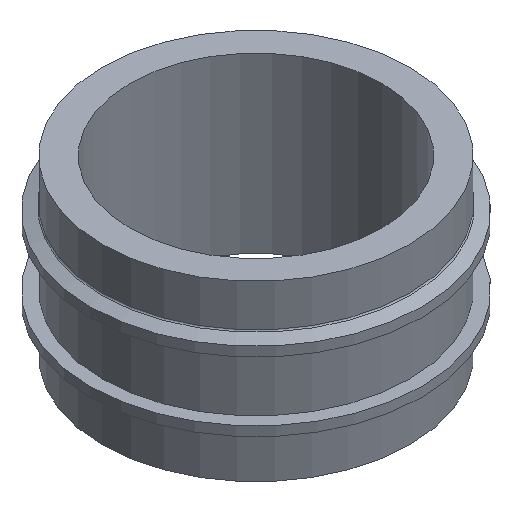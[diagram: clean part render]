
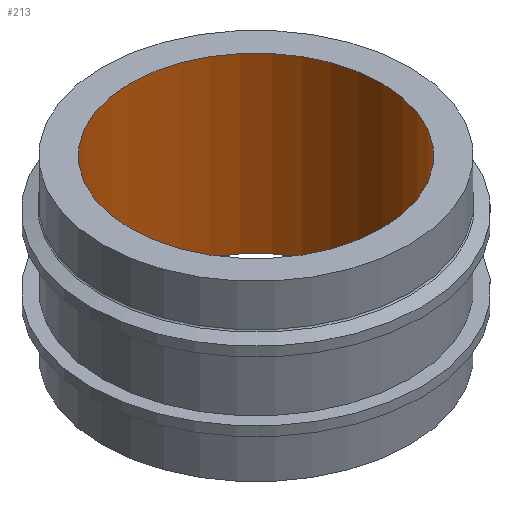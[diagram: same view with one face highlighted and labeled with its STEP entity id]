
A CAD part, isometric view. The second image highlights one B-rep face of the part: STEP entity #213.
In plain terms, the highlighted cylindrical face has radius 128.88 mm (diameter 257.759 mm), a full revolution.
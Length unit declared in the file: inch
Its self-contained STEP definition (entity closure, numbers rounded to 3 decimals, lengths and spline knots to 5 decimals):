
#4 = AXIS2_PLACEMENT_3D ( 'NONE', #70, #25, #7 ) ;
#7 = DIRECTION ( 'NONE',  ( 1., 0., 0. ) ) ;
#25 = DIRECTION ( 'NONE',  ( 0., 0., 1. ) ) ;
#26 = AXIS2_PLACEMENT_3D ( 'NONE', #263, #284, #37 ) ;
#31 = VERTEX_POINT ( 'NONE', #226 ) ;
#33 = CARTESIAN_POINT ( 'NONE',  ( 0., 0., 3.5 ) ) ;
#37 = DIRECTION ( 'NONE',  ( 1., 0., 0. ) ) ;
#53 = CARTESIAN_POINT ( 'NONE',  ( 5.074, 0., 3.5 ) ) ;
#54 = FACE_OUTER_BOUND ( 'NONE', #207, .T. ) ;
#60 = ORIENTED_EDGE ( 'NONE', *, *, #150, .T. ) ;
#70 = CARTESIAN_POINT ( 'NONE',  ( 0., 0., 0. ) ) ;
#105 = VERTEX_POINT ( 'NONE', #53 ) ;
#111 = CYLINDRICAL_SURFACE ( 'NONE', #4, 5.074 ) ;
#150 = EDGE_CURVE ( 'NONE', #105, #105, #154, .T. ) ;
#154 = CIRCLE ( 'NONE', #225, 5.074 ) ;
#193 = CIRCLE ( 'NONE', #26, 5.074 ) ;
#207 = EDGE_LOOP ( 'NONE', ( #60 ) ) ;
#208 = EDGE_CURVE ( 'NONE', #31, #31, #193, .T. ) ;
#213 = ADVANCED_FACE ( 'NONE', ( #54, #357 ), #111, .F. ) ;
#217 = ORIENTED_EDGE ( 'NONE', *, *, #208, .F. ) ;
#225 = AXIS2_PLACEMENT_3D ( 'NONE', #33, #325, #288 ) ;
#226 = CARTESIAN_POINT ( 'NONE',  ( 5.074, 0., -3.5 ) ) ;
#229 = EDGE_LOOP ( 'NONE', ( #217 ) ) ;
#263 = CARTESIAN_POINT ( 'NONE',  ( 0., 0., -3.5 ) ) ;
#284 = DIRECTION ( 'NONE',  ( 0., 0., 1. ) ) ;
#288 = DIRECTION ( 'NONE',  ( 1., 0., 0. ) ) ;
#325 = DIRECTION ( 'NONE',  ( 0., 0., 1. ) ) ;
#357 = FACE_OUTER_BOUND ( 'NONE', #229, .T. ) ;
